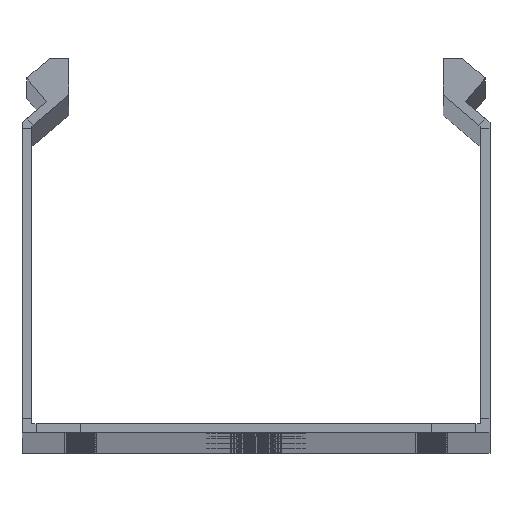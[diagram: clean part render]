
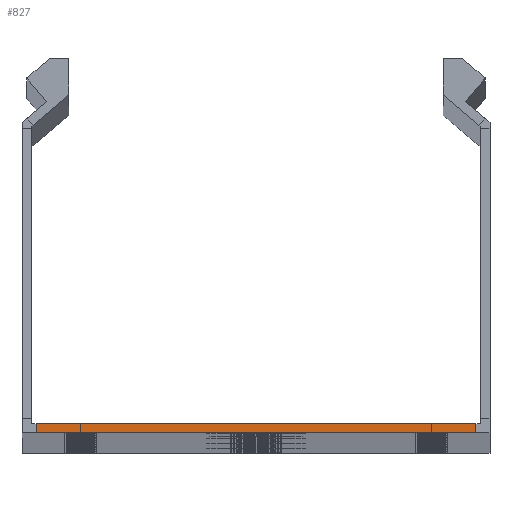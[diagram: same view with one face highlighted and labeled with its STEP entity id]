
A CAD part, top view. The second image highlights one B-rep face of the part: STEP entity #827.
In plain terms, the highlighted planar face has unit normal (0, 0, 1).
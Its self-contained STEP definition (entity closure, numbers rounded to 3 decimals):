
#496 = VERTEX_POINT ( 'NONE', #23314 ) ;
#827 = ADVANCED_FACE ( 'NONE', ( #36942 ), #40088, .T. ) ;
#1064 = ORIENTED_EDGE ( 'NONE', *, *, #3295, .T. ) ;
#1764 = CARTESIAN_POINT ( 'NONE',  ( -47., 2., 1250. ) ) ;
#3295 = EDGE_CURVE ( 'NONE', #11818, #496, #3299, .T. ) ;
#3299 = LINE ( 'NONE', #1764, #19070 ) ;
#5888 = LINE ( 'NONE', #16151, #24313 ) ;
#7298 = DIRECTION ( 'NONE',  ( -1., 0., 0. ) ) ;
#11818 = VERTEX_POINT ( 'NONE', #38743 ) ;
#14493 = DIRECTION ( 'NONE',  ( 0., 0., 1. ) ) ;
#15492 = CARTESIAN_POINT ( 'NONE',  ( -50., 2., 1250. ) ) ;
#16151 = CARTESIAN_POINT ( 'NONE',  ( -50., 0., 1250. ) ) ;
#16918 = EDGE_CURVE ( 'NONE', #43370, #496, #5888, .T. ) ;
#19070 = VECTOR ( 'NONE', #41421, 1000. ) ;
#22347 = EDGE_LOOP ( 'NONE', ( #43823, #51769, #31097, #1064 ) ) ;
#23314 = CARTESIAN_POINT ( 'NONE',  ( -47., 0., 1250. ) ) ;
#24217 = VECTOR ( 'NONE', #7298, 1000. ) ;
#24280 = EDGE_CURVE ( 'NONE', #44463, #11818, #28307, .T. ) ;
#24313 = VECTOR ( 'NONE', #28707, 1000. ) ;
#26374 = EDGE_CURVE ( 'NONE', #43370, #44463, #41864, .T. ) ;
#28307 = LINE ( 'NONE', #15492, #24217 ) ;
#28707 = DIRECTION ( 'NONE',  ( -1., 0., 0. ) ) ;
#31097 = ORIENTED_EDGE ( 'NONE', *, *, #24280, .T. ) ;
#31633 = VECTOR ( 'NONE', #44691, 1000. ) ;
#36228 = CARTESIAN_POINT ( 'NONE',  ( 48., 3., 1250. ) ) ;
#36942 = FACE_OUTER_BOUND ( 'NONE', #22347, .T. ) ;
#37108 = CARTESIAN_POINT ( 'NONE',  ( 47., 2., 1250. ) ) ;
#38743 = CARTESIAN_POINT ( 'NONE',  ( -47., 2., 1250. ) ) ;
#39759 = CARTESIAN_POINT ( 'NONE',  ( 47., 0., 1250. ) ) ;
#40088 = PLANE ( 'NONE',  #45563 ) ;
#41421 = DIRECTION ( 'NONE',  ( 0., -1., 0. ) ) ;
#41864 = LINE ( 'NONE', #44490, #31633 ) ;
#43370 = VERTEX_POINT ( 'NONE', #39759 ) ;
#43823 = ORIENTED_EDGE ( 'NONE', *, *, #16918, .F. ) ;
#44463 = VERTEX_POINT ( 'NONE', #37108 ) ;
#44490 = CARTESIAN_POINT ( 'NONE',  ( 47., 0., 1250. ) ) ;
#44691 = DIRECTION ( 'NONE',  ( 0., 1., 0. ) ) ;
#45563 = AXIS2_PLACEMENT_3D ( 'NONE', #36228, #14493, #53603 ) ;
#51769 = ORIENTED_EDGE ( 'NONE', *, *, #26374, .T. ) ;
#53603 = DIRECTION ( 'NONE',  ( 1., 0., 0. ) ) ;
